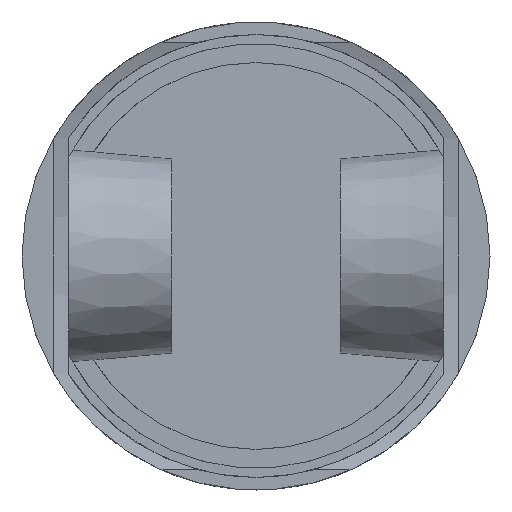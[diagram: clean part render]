
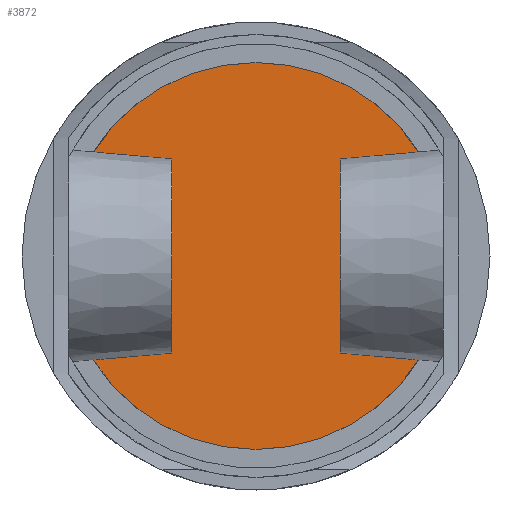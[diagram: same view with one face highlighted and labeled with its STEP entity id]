
A CAD part, front view. The second image highlights one B-rep face of the part: STEP entity #3872.
In plain terms, the highlighted planar face has unit normal (0, -1, 0).
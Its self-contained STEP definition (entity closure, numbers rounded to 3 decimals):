
#2332 = CYLINDRICAL_SURFACE('',#2333,31.);
#2333 = AXIS2_PLACEMENT_3D('',#2334,#2335,#2336);
#2334 = CARTESIAN_POINT('',(0.,-35.75,0.));
#2335 = DIRECTION('',(0.,1.,0.));
#2336 = DIRECTION('',(1.,0.,0.));
#2380 = PLANE('',#2381);
#2381 = AXIS2_PLACEMENT_3D('',#2382,#2383,#2384);
#2382 = CARTESIAN_POINT('',(20.,-7.,12.5));
#2383 = DIRECTION('',(0.,0.,1.));
#2384 = DIRECTION('',(1.,0.,0.));
#2409 = PLANE('',#2410);
#2410 = AXIS2_PLACEMENT_3D('',#2411,#2412,#2413);
#2411 = CARTESIAN_POINT('',(20.,-7.,-12.5));
#2412 = DIRECTION('',(-1.,0.,0.));
#2413 = DIRECTION('',(0.,0.,1.));
#2448 = PLANE('',#2449);
#2449 = AXIS2_PLACEMENT_3D('',#2450,#2451,#2452);
#2450 = CARTESIAN_POINT('',(28.368,-7.,-12.5));
#2451 = DIRECTION('',(0.,0.,-1.));
#2452 = DIRECTION('',(-1.,0.,0.));
#2502 = CYLINDRICAL_SURFACE('',#2503,31.);
#2503 = AXIS2_PLACEMENT_3D('',#2504,#2505,#2506);
#2504 = CARTESIAN_POINT('',(0.,-35.75,0.));
#2505 = DIRECTION('',(0.,1.,0.));
#2506 = DIRECTION('',(1.,0.,0.));
#3022 = PLANE('',#3023);
#3023 = AXIS2_PLACEMENT_3D('',#3024,#3025,#3026);
#3024 = CARTESIAN_POINT('',(-20.,-7.,-12.5));
#3025 = DIRECTION('',(0.,0.,-1.));
#3026 = DIRECTION('',(-1.,0.,0.));
#3051 = PLANE('',#3052);
#3052 = AXIS2_PLACEMENT_3D('',#3053,#3054,#3055);
#3053 = CARTESIAN_POINT('',(-20.,-7.,12.5));
#3054 = DIRECTION('',(1.,0.,0.));
#3055 = DIRECTION('',(0.,0.,-1.));
#3084 = PLANE('',#3085);
#3085 = AXIS2_PLACEMENT_3D('',#3086,#3087,#3088);
#3086 = CARTESIAN_POINT('',(-28.368,-7.,12.5));
#3087 = DIRECTION('',(0.,0.,1.));
#3088 = DIRECTION('',(1.,0.,0.));
#3238 = VERTEX_POINT('',#3239);
#3239 = CARTESIAN_POINT('',(-28.368,-7.,-12.5));
#3260 = EDGE_CURVE('',#3261,#3238,#3263,.T.);
#3261 = VERTEX_POINT('',#3262);
#3262 = CARTESIAN_POINT('',(28.368,-7.,-12.5));
#3263 = SURFACE_CURVE('',#3264,(#3269,#3276),.PCURVE_S1.);
#3264 = CIRCLE('',#3265,31.);
#3265 = AXIS2_PLACEMENT_3D('',#3266,#3267,#3268);
#3266 = CARTESIAN_POINT('',(0.,-7.,0.));
#3267 = DIRECTION('',(-0.,1.,0.));
#3268 = DIRECTION('',(1.,0.,0.));
#3269 = PCURVE('',#2502,#3270);
#3270 = DEFINITIONAL_REPRESENTATION('',(#3271),#3275);
#3271 = LINE('',#3272,#3273);
#3272 = CARTESIAN_POINT('',(0.,28.75));
#3273 = VECTOR('',#3274,1.);
#3274 = DIRECTION('',(1.,0.));
#3275 = ( GEOMETRIC_REPRESENTATION_CONTEXT(2) 
PARAMETRIC_REPRESENTATION_CONTEXT() REPRESENTATION_CONTEXT('2D SPACE',''
  ) );
#3276 = PCURVE('',#3277,#3282);
#3277 = PLANE('',#3278);
#3278 = AXIS2_PLACEMENT_3D('',#3279,#3280,#3281);
#3279 = CARTESIAN_POINT('',(0.,-7.,0.));
#3280 = DIRECTION('',(0.,1.,0.));
#3281 = DIRECTION('',(1.,0.,0.));
#3282 = DEFINITIONAL_REPRESENTATION('',(#3283),#3287);
#3283 = CIRCLE('',#3284,31.);
#3284 = AXIS2_PLACEMENT_2D('',#3285,#3286);
#3285 = CARTESIAN_POINT('',(0.,0.));
#3286 = DIRECTION('',(1.,0.));
#3287 = ( GEOMETRIC_REPRESENTATION_CONTEXT(2) 
PARAMETRIC_REPRESENTATION_CONTEXT() REPRESENTATION_CONTEXT('2D SPACE',''
  ) );
#3318 = VERTEX_POINT('',#3319);
#3319 = CARTESIAN_POINT('',(20.,-7.,-12.5));
#3340 = EDGE_CURVE('',#3261,#3318,#3341,.T.);
#3341 = SURFACE_CURVE('',#3342,(#3346,#3353),.PCURVE_S1.);
#3342 = LINE('',#3343,#3344);
#3343 = CARTESIAN_POINT('',(28.368,-7.,-12.5));
#3344 = VECTOR('',#3345,1.);
#3345 = DIRECTION('',(-1.,-0.,0.));
#3346 = PCURVE('',#2448,#3347);
#3347 = DEFINITIONAL_REPRESENTATION('',(#3348),#3352);
#3348 = LINE('',#3349,#3350);
#3349 = CARTESIAN_POINT('',(0.,0.));
#3350 = VECTOR('',#3351,1.);
#3351 = DIRECTION('',(1.,0.));
#3352 = ( GEOMETRIC_REPRESENTATION_CONTEXT(2) 
PARAMETRIC_REPRESENTATION_CONTEXT() REPRESENTATION_CONTEXT('2D SPACE',''
  ) );
#3353 = PCURVE('',#3277,#3354);
#3354 = DEFINITIONAL_REPRESENTATION('',(#3355),#3359);
#3355 = LINE('',#3356,#3357);
#3356 = CARTESIAN_POINT('',(28.368,12.5));
#3357 = VECTOR('',#3358,1.);
#3358 = DIRECTION('',(-1.,-0.));
#3359 = ( GEOMETRIC_REPRESENTATION_CONTEXT(2) 
PARAMETRIC_REPRESENTATION_CONTEXT() REPRESENTATION_CONTEXT('2D SPACE',''
  ) );
#3367 = VERTEX_POINT('',#3368);
#3368 = CARTESIAN_POINT('',(20.,-7.,12.5));
#3389 = EDGE_CURVE('',#3318,#3367,#3390,.T.);
#3390 = SURFACE_CURVE('',#3391,(#3395,#3402),.PCURVE_S1.);
#3391 = LINE('',#3392,#3393);
#3392 = CARTESIAN_POINT('',(20.,-7.,-12.5));
#3393 = VECTOR('',#3394,1.);
#3394 = DIRECTION('',(0.,0.,1.));
#3395 = PCURVE('',#2409,#3396);
#3396 = DEFINITIONAL_REPRESENTATION('',(#3397),#3401);
#3397 = LINE('',#3398,#3399);
#3398 = CARTESIAN_POINT('',(0.,0.));
#3399 = VECTOR('',#3400,1.);
#3400 = DIRECTION('',(1.,0.));
#3401 = ( GEOMETRIC_REPRESENTATION_CONTEXT(2) 
PARAMETRIC_REPRESENTATION_CONTEXT() REPRESENTATION_CONTEXT('2D SPACE',''
  ) );
#3402 = PCURVE('',#3277,#3403);
#3403 = DEFINITIONAL_REPRESENTATION('',(#3404),#3408);
#3404 = LINE('',#3405,#3406);
#3405 = CARTESIAN_POINT('',(20.,12.5));
#3406 = VECTOR('',#3407,1.);
#3407 = DIRECTION('',(0.,-1.));
#3408 = ( GEOMETRIC_REPRESENTATION_CONTEXT(2) 
PARAMETRIC_REPRESENTATION_CONTEXT() REPRESENTATION_CONTEXT('2D SPACE',''
  ) );
#3416 = VERTEX_POINT('',#3417);
#3417 = CARTESIAN_POINT('',(28.368,-7.,12.5));
#3438 = EDGE_CURVE('',#3367,#3416,#3439,.T.);
#3439 = SURFACE_CURVE('',#3440,(#3444,#3451),.PCURVE_S1.);
#3440 = LINE('',#3441,#3442);
#3441 = CARTESIAN_POINT('',(20.,-7.,12.5));
#3442 = VECTOR('',#3443,1.);
#3443 = DIRECTION('',(1.,0.,0.));
#3444 = PCURVE('',#2380,#3445);
#3445 = DEFINITIONAL_REPRESENTATION('',(#3446),#3450);
#3446 = LINE('',#3447,#3448);
#3447 = CARTESIAN_POINT('',(0.,0.));
#3448 = VECTOR('',#3449,1.);
#3449 = DIRECTION('',(1.,0.));
#3450 = ( GEOMETRIC_REPRESENTATION_CONTEXT(2) 
PARAMETRIC_REPRESENTATION_CONTEXT() REPRESENTATION_CONTEXT('2D SPACE',''
  ) );
#3451 = PCURVE('',#3277,#3452);
#3452 = DEFINITIONAL_REPRESENTATION('',(#3453),#3457);
#3453 = LINE('',#3454,#3455);
#3454 = CARTESIAN_POINT('',(20.,-12.5));
#3455 = VECTOR('',#3456,1.);
#3456 = DIRECTION('',(1.,0.));
#3457 = ( GEOMETRIC_REPRESENTATION_CONTEXT(2) 
PARAMETRIC_REPRESENTATION_CONTEXT() REPRESENTATION_CONTEXT('2D SPACE',''
  ) );
#3487 = EDGE_CURVE('',#3488,#3416,#3490,.T.);
#3488 = VERTEX_POINT('',#3489);
#3489 = CARTESIAN_POINT('',(-28.368,-7.,12.5));
#3490 = SURFACE_CURVE('',#3491,(#3496,#3503),.PCURVE_S1.);
#3491 = CIRCLE('',#3492,31.);
#3492 = AXIS2_PLACEMENT_3D('',#3493,#3494,#3495);
#3493 = CARTESIAN_POINT('',(0.,-7.,0.));
#3494 = DIRECTION('',(-0.,1.,0.));
#3495 = DIRECTION('',(1.,0.,0.));
#3496 = PCURVE('',#2332,#3497);
#3497 = DEFINITIONAL_REPRESENTATION('',(#3498),#3502);
#3498 = LINE('',#3499,#3500);
#3499 = CARTESIAN_POINT('',(0.,28.75));
#3500 = VECTOR('',#3501,1.);
#3501 = DIRECTION('',(1.,0.));
#3502 = ( GEOMETRIC_REPRESENTATION_CONTEXT(2) 
PARAMETRIC_REPRESENTATION_CONTEXT() REPRESENTATION_CONTEXT('2D SPACE',''
  ) );
#3503 = PCURVE('',#3277,#3504);
#3504 = DEFINITIONAL_REPRESENTATION('',(#3505),#3509);
#3505 = CIRCLE('',#3506,31.);
#3506 = AXIS2_PLACEMENT_2D('',#3507,#3508);
#3507 = CARTESIAN_POINT('',(0.,0.));
#3508 = DIRECTION('',(1.,0.));
#3509 = ( GEOMETRIC_REPRESENTATION_CONTEXT(2) 
PARAMETRIC_REPRESENTATION_CONTEXT() REPRESENTATION_CONTEXT('2D SPACE',''
  ) );
#3545 = VERTEX_POINT('',#3546);
#3546 = CARTESIAN_POINT('',(-20.,-7.,12.5));
#3567 = EDGE_CURVE('',#3488,#3545,#3568,.T.);
#3568 = SURFACE_CURVE('',#3569,(#3573,#3580),.PCURVE_S1.);
#3569 = LINE('',#3570,#3571);
#3570 = CARTESIAN_POINT('',(-28.368,-7.,12.5));
#3571 = VECTOR('',#3572,1.);
#3572 = DIRECTION('',(1.,0.,0.));
#3573 = PCURVE('',#3084,#3574);
#3574 = DEFINITIONAL_REPRESENTATION('',(#3575),#3579);
#3575 = LINE('',#3576,#3577);
#3576 = CARTESIAN_POINT('',(0.,0.));
#3577 = VECTOR('',#3578,1.);
#3578 = DIRECTION('',(1.,0.));
#3579 = ( GEOMETRIC_REPRESENTATION_CONTEXT(2) 
PARAMETRIC_REPRESENTATION_CONTEXT() REPRESENTATION_CONTEXT('2D SPACE',''
  ) );
#3580 = PCURVE('',#3277,#3581);
#3581 = DEFINITIONAL_REPRESENTATION('',(#3582),#3586);
#3582 = LINE('',#3583,#3584);
#3583 = CARTESIAN_POINT('',(-28.368,-12.5));
#3584 = VECTOR('',#3585,1.);
#3585 = DIRECTION('',(1.,0.));
#3586 = ( GEOMETRIC_REPRESENTATION_CONTEXT(2) 
PARAMETRIC_REPRESENTATION_CONTEXT() REPRESENTATION_CONTEXT('2D SPACE',''
  ) );
#3593 = VERTEX_POINT('',#3594);
#3594 = CARTESIAN_POINT('',(-20.,-7.,-12.5));
#3615 = EDGE_CURVE('',#3545,#3593,#3616,.T.);
#3616 = SURFACE_CURVE('',#3617,(#3621,#3628),.PCURVE_S1.);
#3617 = LINE('',#3618,#3619);
#3618 = CARTESIAN_POINT('',(-20.,-7.,12.5));
#3619 = VECTOR('',#3620,1.);
#3620 = DIRECTION('',(0.,0.,-1.));
#3621 = PCURVE('',#3051,#3622);
#3622 = DEFINITIONAL_REPRESENTATION('',(#3623),#3627);
#3623 = LINE('',#3624,#3625);
#3624 = CARTESIAN_POINT('',(0.,0.));
#3625 = VECTOR('',#3626,1.);
#3626 = DIRECTION('',(1.,0.));
#3627 = ( GEOMETRIC_REPRESENTATION_CONTEXT(2) 
PARAMETRIC_REPRESENTATION_CONTEXT() REPRESENTATION_CONTEXT('2D SPACE',''
  ) );
#3628 = PCURVE('',#3277,#3629);
#3629 = DEFINITIONAL_REPRESENTATION('',(#3630),#3634);
#3630 = LINE('',#3631,#3632);
#3631 = CARTESIAN_POINT('',(-20.,-12.5));
#3632 = VECTOR('',#3633,1.);
#3633 = DIRECTION('',(0.,1.));
#3634 = ( GEOMETRIC_REPRESENTATION_CONTEXT(2) 
PARAMETRIC_REPRESENTATION_CONTEXT() REPRESENTATION_CONTEXT('2D SPACE',''
  ) );
#3643 = EDGE_CURVE('',#3593,#3238,#3644,.T.);
#3644 = SURFACE_CURVE('',#3645,(#3649,#3656),.PCURVE_S1.);
#3645 = LINE('',#3646,#3647);
#3646 = CARTESIAN_POINT('',(-20.,-7.,-12.5));
#3647 = VECTOR('',#3648,1.);
#3648 = DIRECTION('',(-1.,-0.,0.));
#3649 = PCURVE('',#3022,#3650);
#3650 = DEFINITIONAL_REPRESENTATION('',(#3651),#3655);
#3651 = LINE('',#3652,#3653);
#3652 = CARTESIAN_POINT('',(0.,0.));
#3653 = VECTOR('',#3654,1.);
#3654 = DIRECTION('',(1.,0.));
#3655 = ( GEOMETRIC_REPRESENTATION_CONTEXT(2) 
PARAMETRIC_REPRESENTATION_CONTEXT() REPRESENTATION_CONTEXT('2D SPACE',''
  ) );
#3656 = PCURVE('',#3277,#3657);
#3657 = DEFINITIONAL_REPRESENTATION('',(#3658),#3662);
#3658 = LINE('',#3659,#3660);
#3659 = CARTESIAN_POINT('',(-20.,12.5));
#3660 = VECTOR('',#3661,1.);
#3661 = DIRECTION('',(-1.,-0.));
#3662 = ( GEOMETRIC_REPRESENTATION_CONTEXT(2) 
PARAMETRIC_REPRESENTATION_CONTEXT() REPRESENTATION_CONTEXT('2D SPACE',''
  ) );
#3872 = ADVANCED_FACE('',(#3873),#3277,.F.);
#3873 = FACE_BOUND('',#3874,.F.);
#3874 = EDGE_LOOP('',(#3875,#3876,#3877,#3878,#3879,#3880,#3881,#3882));
#3875 = ORIENTED_EDGE('',*,*,#3340,.F.);
#3876 = ORIENTED_EDGE('',*,*,#3260,.T.);
#3877 = ORIENTED_EDGE('',*,*,#3643,.F.);
#3878 = ORIENTED_EDGE('',*,*,#3615,.F.);
#3879 = ORIENTED_EDGE('',*,*,#3567,.F.);
#3880 = ORIENTED_EDGE('',*,*,#3487,.T.);
#3881 = ORIENTED_EDGE('',*,*,#3438,.F.);
#3882 = ORIENTED_EDGE('',*,*,#3389,.F.);
